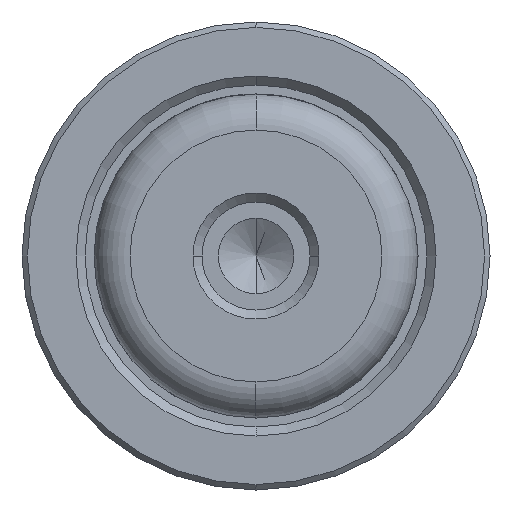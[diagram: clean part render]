
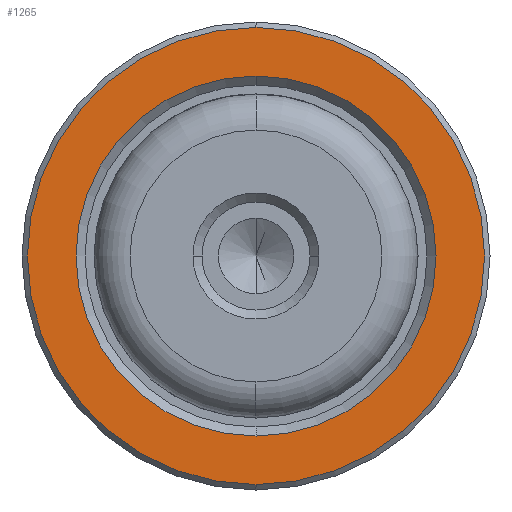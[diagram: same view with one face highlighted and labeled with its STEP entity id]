
A CAD part, left-side view. The second image highlights one B-rep face of the part: STEP entity #1265.
In plain terms, the highlighted planar face has unit normal (-1, 0, 0).
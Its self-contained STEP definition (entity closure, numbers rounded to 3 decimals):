
#48 = CIRCLE ( 'NONE', #2009, 10. ) ;
#50 = CIRCLE ( 'NONE', #1477, 12.7 ) ;
#165 = AXIS2_PLACEMENT_3D ( 'NONE', #2163, #1060, #2341 ) ;
#202 = ORIENTED_EDGE ( 'NONE', *, *, #1316, .T. ) ;
#224 = VERTEX_POINT ( 'NONE', #831 ) ;
#254 = CARTESIAN_POINT ( 'NONE',  ( 20., -9., 0. ) ) ;
#394 = CARTESIAN_POINT ( 'NONE',  ( 20., 0., 12.7 ) ) ;
#425 = CARTESIAN_POINT ( 'NONE',  ( 20., 0., -10. ) ) ;
#435 = DIRECTION ( 'NONE',  ( 0., 0., 1. ) ) ;
#444 = VERTEX_POINT ( 'NONE', #425 ) ;
#528 = VERTEX_POINT ( 'NONE', #394 ) ;
#533 = CIRCLE ( 'NONE', #1235, 10. ) ;
#637 = CARTESIAN_POINT ( 'NONE',  ( 20., 0., 0. ) ) ;
#693 = CARTESIAN_POINT ( 'NONE',  ( 20., 0., 10. ) ) ;
#817 = DIRECTION ( 'NONE',  ( 0., 0., 1. ) ) ;
#831 = CARTESIAN_POINT ( 'NONE',  ( 20., 0., -12.7 ) ) ;
#941 = DIRECTION ( 'NONE',  ( 1., 0., 0. ) ) ;
#977 = CARTESIAN_POINT ( 'NONE',  ( 20., 0., 0. ) ) ;
#1031 = EDGE_LOOP ( 'NONE', ( #2111, #1364 ) ) ;
#1060 = DIRECTION ( 'NONE',  ( -1., 0., 0. ) ) ;
#1173 = DIRECTION ( 'NONE',  ( 0., 0., -1. ) ) ;
#1235 = AXIS2_PLACEMENT_3D ( 'NONE', #977, #2263, #1173 ) ;
#1265 = ADVANCED_FACE ( 'NONE', ( #2055, #1511 ), #2073, .T. ) ;
#1268 = EDGE_CURVE ( 'NONE', #1507, #444, #533, .T. ) ;
#1316 = EDGE_CURVE ( 'NONE', #224, #528, #50, .T. ) ;
#1359 = AXIS2_PLACEMENT_3D ( 'NONE', #254, #1537, #435 ) ;
#1364 = ORIENTED_EDGE ( 'NONE', *, *, #2289, .T. ) ;
#1370 = CIRCLE ( 'NONE', #165, 12.7 ) ;
#1477 = AXIS2_PLACEMENT_3D ( 'NONE', #637, #1908, #817 ) ;
#1507 = VERTEX_POINT ( 'NONE', #693 ) ;
#1511 = FACE_BOUND ( 'NONE', #1031, .T. ) ;
#1537 = DIRECTION ( 'NONE',  ( -1., 0., 0. ) ) ;
#1585 = EDGE_LOOP ( 'NONE', ( #202, #2367 ) ) ;
#1730 = EDGE_CURVE ( 'NONE', #528, #224, #1370, .T. ) ;
#1908 = DIRECTION ( 'NONE',  ( -1., 0., 0. ) ) ;
#2009 = AXIS2_PLACEMENT_3D ( 'NONE', #2048, #941, #2225 ) ;
#2048 = CARTESIAN_POINT ( 'NONE',  ( 20., 0., 0. ) ) ;
#2055 = FACE_OUTER_BOUND ( 'NONE', #1585, .T. ) ;
#2073 = PLANE ( 'NONE',  #1359 ) ;
#2111 = ORIENTED_EDGE ( 'NONE', *, *, #1268, .T. ) ;
#2163 = CARTESIAN_POINT ( 'NONE',  ( 20., 0., 0. ) ) ;
#2225 = DIRECTION ( 'NONE',  ( 0., 0., -1. ) ) ;
#2263 = DIRECTION ( 'NONE',  ( 1., 0., 0. ) ) ;
#2289 = EDGE_CURVE ( 'NONE', #444, #1507, #48, .T. ) ;
#2341 = DIRECTION ( 'NONE',  ( 0., 0., 1. ) ) ;
#2367 = ORIENTED_EDGE ( 'NONE', *, *, #1730, .T. ) ;
